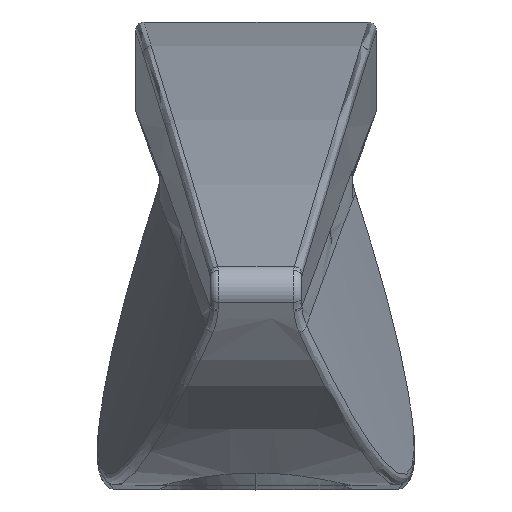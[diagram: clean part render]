
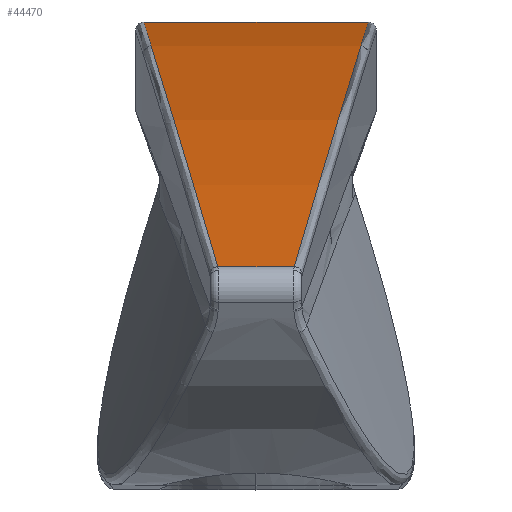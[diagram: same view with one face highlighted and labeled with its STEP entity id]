
A CAD part, top view. The second image highlights one B-rep face of the part: STEP entity #44470.
In plain terms, the highlighted cylindrical face has radius 328.872 mm (diameter 657.745 mm), a partial arc.
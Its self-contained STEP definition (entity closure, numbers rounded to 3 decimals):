
#41440=CARTESIAN_POINT('',(8.069,28.243,
-38.3));
#41450=CARTESIAN_POINT('',(8.282,28.941,
-28.026));
#41460=CARTESIAN_POINT('',(8.348,29.157,
-17.723));
#41470=CARTESIAN_POINT('',(8.184,28.62,
2.868));
#41480=CARTESIAN_POINT('',(7.953,27.868,
13.144));
#41490=CARTESIAN_POINT('',(7.204,25.404,
33.583));
#41500=CARTESIAN_POINT('',(6.686,23.693,
43.733));
#41510=CARTESIAN_POINT('',(5.382,19.343,
63.769));
#41520=CARTESIAN_POINT('',(4.599,16.711,
73.644));
#41530=CARTESIAN_POINT('',(3.691,13.611,
83.425));
#41540=CARTESIAN_POINT('',(3.686,13.594,
83.479));
#41550=CARTESIAN_POINT('',(3.681,13.577,
83.533));
#41560=B_SPLINE_CURVE_WITH_KNOTS('',3,(#41440,#41450,#41460,#41470,
#41480,#41490,#41500,#41510,#41520,#41530,#41540,#41550),.UNSPECIFIED.,
.F.,.F.,(4,2,2,2,2,4),(0.,30.86,61.721,
92.583,123.277,123.446),.UNSPECIFIED.);
#41570=CARTESIAN_POINT('',(8.3,29.,-16.));
#41580=VERTEX_POINT('',#41570);
#41590=CARTESIAN_POINT('',(3.681,13.577,
83.533));
#41600=VERTEX_POINT('',#41590);
#41610=EDGE_CURVE('',#41580,#41600,#41560,.T.);
#43740=CARTESIAN_POINT('',(0.,-299.872,
-16.));
#43750=DIRECTION('',(1.,0.,0.));
#43760=DIRECTION('',(0.,-1.,0.));
#43770=AXIS2_PLACEMENT_3D('',#43740,#43750,#43760);
#43780=CYLINDRICAL_SURFACE('',#43770,328.872);
#43790=CARTESIAN_POINT('',(-5.469,28.243,
6.299));
#43800=CARTESIAN_POINT('',(-5.682,28.941,
-3.974));
#43810=CARTESIAN_POINT('',(-5.748,29.157,
-14.278));
#43820=CARTESIAN_POINT('',(-5.584,28.62,
-34.869));
#43830=CARTESIAN_POINT('',(-5.353,27.868,
-45.145));
#43840=CARTESIAN_POINT('',(-4.604,25.404,
-65.583));
#43850=CARTESIAN_POINT('',(-4.086,23.693,
-75.733));
#43860=CARTESIAN_POINT('',(-2.782,19.343,
-95.77));
#43870=CARTESIAN_POINT('',(-1.999,16.711,
-105.645));
#43880=CARTESIAN_POINT('',(-1.091,13.611,
-115.426));
#43890=CARTESIAN_POINT('',(-1.086,13.594,
-115.479));
#43900=CARTESIAN_POINT('',(-1.081,13.577,
-115.533));
#43910=B_SPLINE_CURVE_WITH_KNOTS('',3,(#43790,#43800,#43810,#43820,
#43830,#43840,#43850,#43860,#43870,#43880,#43890,#43900),.UNSPECIFIED.,
.F.,.F.,(4,2,2,2,2,4),(0.,30.86,61.721,
92.583,123.277,123.446),.UNSPECIFIED.);
#43920=CARTESIAN_POINT('',(-5.7,29.,-16.));
#43930=VERTEX_POINT('',#43920);
#43940=CARTESIAN_POINT('',(-1.081,13.577,
-115.533));
#43950=VERTEX_POINT('',#43940);
#43960=EDGE_CURVE('',#43930,#43950,#43910,.T.);
#43970=ORIENTED_EDGE('',*,*,#43960,.F.);
#43980=CARTESIAN_POINT('',(0.,13.577,
-115.533));
#43990=DIRECTION('',(-1.,0.,0.));
#44000=VECTOR('',#43990,1.);
#44010=LINE('',#43980,#44000);
#44020=CARTESIAN_POINT('',(3.681,13.577,
-115.533));
#44030=VERTEX_POINT('',#44020);
#44040=EDGE_CURVE('',#44030,#43950,#44010,.T.);
#44050=ORIENTED_EDGE('',*,*,#44040,.T.);
#44060=CARTESIAN_POINT('',(8.069,28.243,
6.299));
#44070=CARTESIAN_POINT('',(8.282,28.941,
-3.974));
#44080=CARTESIAN_POINT('',(8.348,29.157,
-14.278));
#44090=CARTESIAN_POINT('',(8.184,28.62,
-34.869));
#44100=CARTESIAN_POINT('',(7.953,27.868,
-45.145));
#44110=CARTESIAN_POINT('',(7.204,25.404,
-65.583));
#44120=CARTESIAN_POINT('',(6.686,23.693,
-75.733));
#44130=CARTESIAN_POINT('',(5.382,19.343,
-95.77));
#44140=CARTESIAN_POINT('',(4.599,16.711,
-105.645));
#44150=CARTESIAN_POINT('',(3.691,13.611,
-115.426));
#44160=CARTESIAN_POINT('',(3.686,13.594,
-115.479));
#44170=CARTESIAN_POINT('',(3.681,13.577,
-115.533));
#44180=B_SPLINE_CURVE_WITH_KNOTS('',3,(#44060,#44070,#44080,#44090,
#44100,#44110,#44120,#44130,#44140,#44150,#44160,#44170),.UNSPECIFIED.,
.F.,.F.,(4,2,2,2,2,4),(0.,30.86,61.721,
92.583,123.277,123.446),.UNSPECIFIED.);
#44190=EDGE_CURVE('',#41580,#44030,#44180,.T.);
#44200=ORIENTED_EDGE('',*,*,#44190,.T.);
#44210=ORIENTED_EDGE('',*,*,#41610,.F.);
#44220=CARTESIAN_POINT('',(0.,13.577,
83.533));
#44230=DIRECTION('',(-1.,0.,0.));
#44240=VECTOR('',#44230,1.);
#44250=LINE('',#44220,#44240);
#44260=CARTESIAN_POINT('',(-1.081,13.577,
83.533));
#44270=VERTEX_POINT('',#44260);
#44280=EDGE_CURVE('',#41600,#44270,#44250,.T.);
#44290=ORIENTED_EDGE('',*,*,#44280,.F.);
#44300=CARTESIAN_POINT('',(-5.469,28.243,
-38.3));
#44310=CARTESIAN_POINT('',(-5.682,28.941,
-28.026));
#44320=CARTESIAN_POINT('',(-5.748,29.157,
-17.723));
#44330=CARTESIAN_POINT('',(-5.584,28.62,
2.868));
#44340=CARTESIAN_POINT('',(-5.353,27.868,
13.144));
#44350=CARTESIAN_POINT('',(-4.604,25.404,
33.583));
#44360=CARTESIAN_POINT('',(-4.086,23.693,
43.733));
#44370=CARTESIAN_POINT('',(-2.782,19.343,
63.769));
#44380=CARTESIAN_POINT('',(-1.999,16.711,
73.644));
#44390=CARTESIAN_POINT('',(-1.091,13.611,
83.425));
#44400=CARTESIAN_POINT('',(-1.086,13.594,
83.479));
#44410=CARTESIAN_POINT('',(-1.081,13.577,
83.533));
#44420=B_SPLINE_CURVE_WITH_KNOTS('',3,(#44300,#44310,#44320,#44330,
#44340,#44350,#44360,#44370,#44380,#44390,#44400,#44410),.UNSPECIFIED.,
.F.,.F.,(4,2,2,2,2,4),(0.,30.86,61.721,
92.583,123.277,123.446),.UNSPECIFIED.);
#44430=EDGE_CURVE('',#43930,#44270,#44420,.T.);
#44440=ORIENTED_EDGE('',*,*,#44430,.T.);
#44450=EDGE_LOOP('',(#44440,#44290,#44210,#44200,#44050,#43970));
#44460=FACE_OUTER_BOUND('',#44450,.T.);
#44470=ADVANCED_FACE('',(#44460),#43780,.T.);
